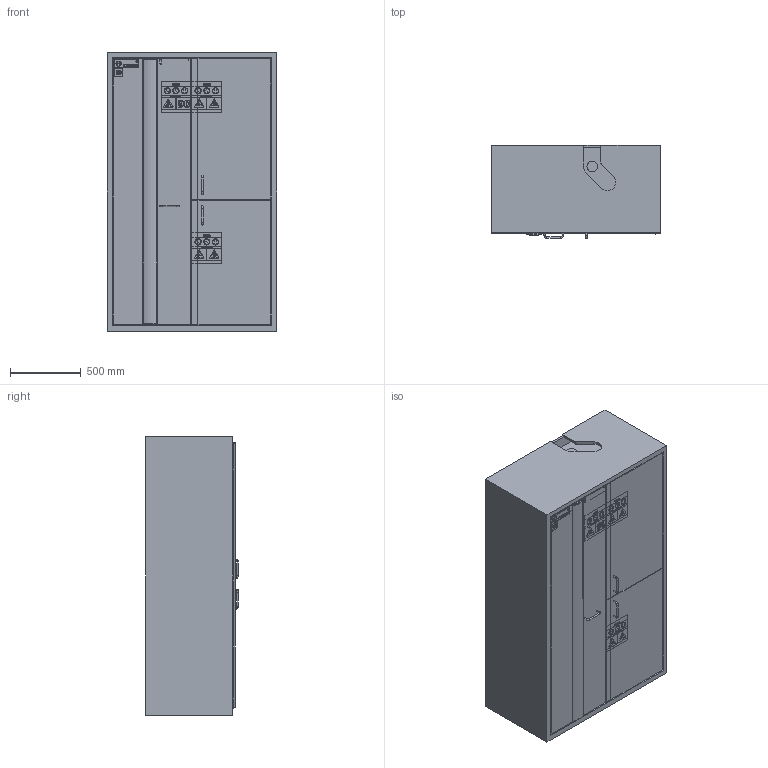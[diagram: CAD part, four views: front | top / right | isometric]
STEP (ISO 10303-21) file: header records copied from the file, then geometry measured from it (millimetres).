
FILE_DESCRIPTION(/* description */ (''),/* implementation_level */ '2;1');
FILE_NAME(/* name */ 'K90.196.120.MC.FWAC_30334-001-30337_CD.stp',/* time_stamp */ '2017-03-22T17:06:45+01:00',/* author */ ('pproduktmanagement'),/* organization */ (''),/* preprocessor_version */ 'ST-DEVELOPER v16.5',/* originating_system */ 'Autodesk Inventor 2017',/* authorisation */ '');
FILE_SCHEMA (('AUTOMOTIVE_DESIGN { 1 0 10303 214 3 1 1 }'));
Products named in the file (2): K90.196.120.MF.FWAC_30337_30339; K90.196.120.MC.FWAC_30334-001-30337_CD
Assembly tree (1 placements, depth 2):
  K90.196.120.MF.FWAC_30337_30339
    K90.196.120.MC.FWAC_30334-001-30337_CD
Bounding box: 1196.5 x 655.5 x 1968 mm (x, y, z)
Volume: 555445103.5 mm3; surface area: 29761495.4 mm2
Topology: 32 solids, 33 shells, 1887 faces, 4841 edges, 3198 vertices
Faces by surface type: plane 1355, bspline 390, cylinder 136, torus 6
Full cylindrical faces by diameter (mm): 3.242 x1, 4 x1, 4.2 x1, 5 x6, 6 x4, 8.1 x2, 10 x6, 10.3 x3, 11.65 x2, 20 x20, 33.8 x1, 37.8 x1, 40 x3, 45 x9, 75 x2
Entity records: 61162 total; most frequent: CARTESIAN_POINT 16045, ORIENTED_EDGE 9522, DIRECTION 7255, EDGE_CURVE 4756, LINE 3697, VECTOR 3697, VERTEX_POINT 3177, EDGE_LOOP 2198
